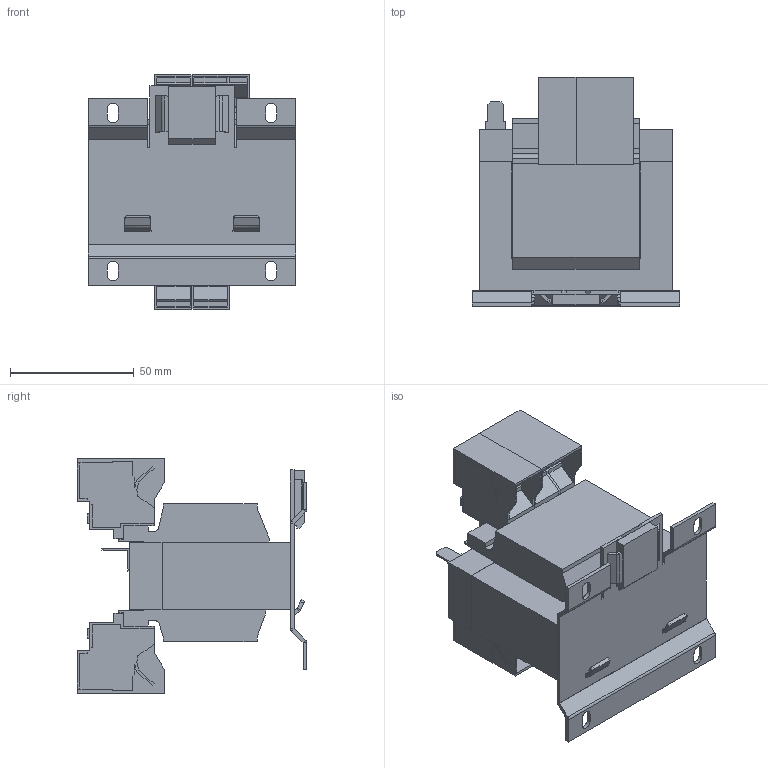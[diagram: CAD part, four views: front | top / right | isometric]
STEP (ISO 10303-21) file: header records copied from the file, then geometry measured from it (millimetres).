
FILE_DESCRIPTION (( 'STEP AP214' ), '1' );
FILE_NAME ('193231.STEP', '2023-08-15T09:46:20', ( '' ), ( '' ), 'SwSTEP 2.0', 'SolidWorks 2018', '' );
FILE_SCHEMA (( 'AUTOMOTIVE_DESIGN' ));
Length unit declared in the file: millimetre
Products named in the file (1): 193231
Bounding box: 84 x 92.92 x 95.1 mm (x, y, z)
Volume: 267134.2 mm3; surface area: 63385.8 mm2
Topology: 1 solids, 1 shells, 566 faces, 1555 edges, 1002 vertices
Faces by surface type: plane 474, cylinder 80, bspline 12
Entity records: 17961 total; most frequent: CARTESIAN_POINT 3544, ORIENTED_EDGE 3110, DIRECTION 2777, EDGE_CURVE 1555, VECTOR 1387, LINE 1387, VERTEX_POINT 1002, AXIS2_PLACEMENT_3D 695
